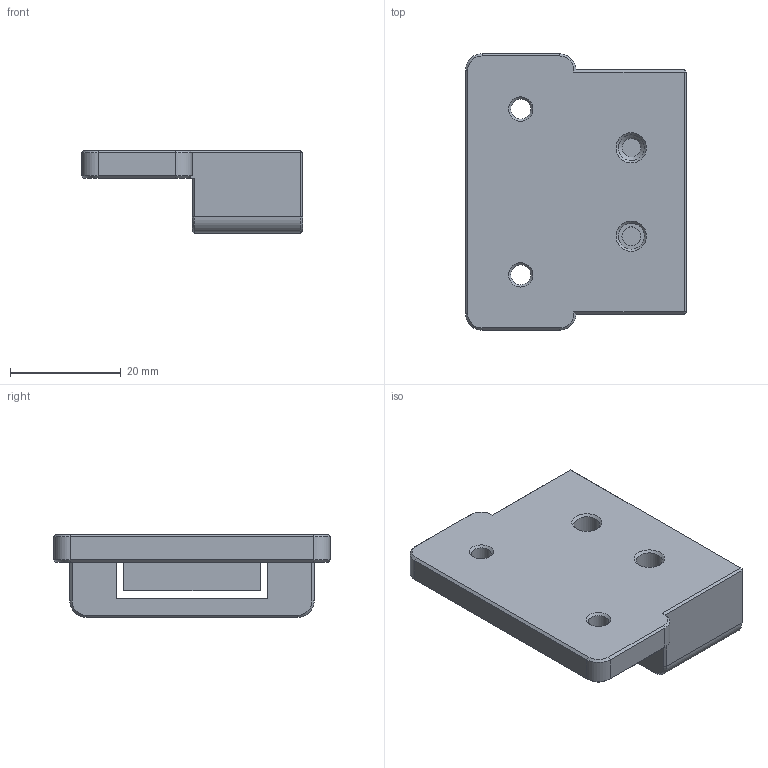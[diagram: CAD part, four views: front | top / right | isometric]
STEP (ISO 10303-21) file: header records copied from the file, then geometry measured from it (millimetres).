
FILE_DESCRIPTION(/* description */ (''),/* implementation_level */ '2;1');
FILE_NAME(/* name */ 'Doom 250 DIN Rail Mounting Block v2.step',/* time_stamp */ '2023-06-18T10:44:25-04:00',/* author */ (''),/* organization */ (''),/* preprocessor_version */ 'ST-DEVELOPER v19.2',/* originating_system */ 'Autodesk Translation Framework v12.6.0.85',/* authorisation */ '');
FILE_SCHEMA (('AUTOMOTIVE_DESIGN { 1 0 10303 214 3 1 1 }'));
Length unit declared in the file: millimetre
Products named in the file (1): Doom 250 DIN Rail Mounting Block
Bounding box: 40 x 50 x 15 mm (x, y, z)
Volume: 16367.6 mm3; surface area: 7903 mm2
Topology: 1 solids, 1 shells, 86 faces, 203 edges, 118 vertices
Faces by surface type: plane 54, cone 20, cylinder 12
Full cylindrical faces by diameter (mm): 3.4 x2, 3.6 x2, 4.7 x2
Entity records: 2437 total; most frequent: CARTESIAN_POINT 418, DIRECTION 417, ORIENTED_EDGE 406, EDGE_CURVE 203, LINE 155, VECTOR 155, AXIS2_PLACEMENT_3D 131, VERTEX_POINT 118
